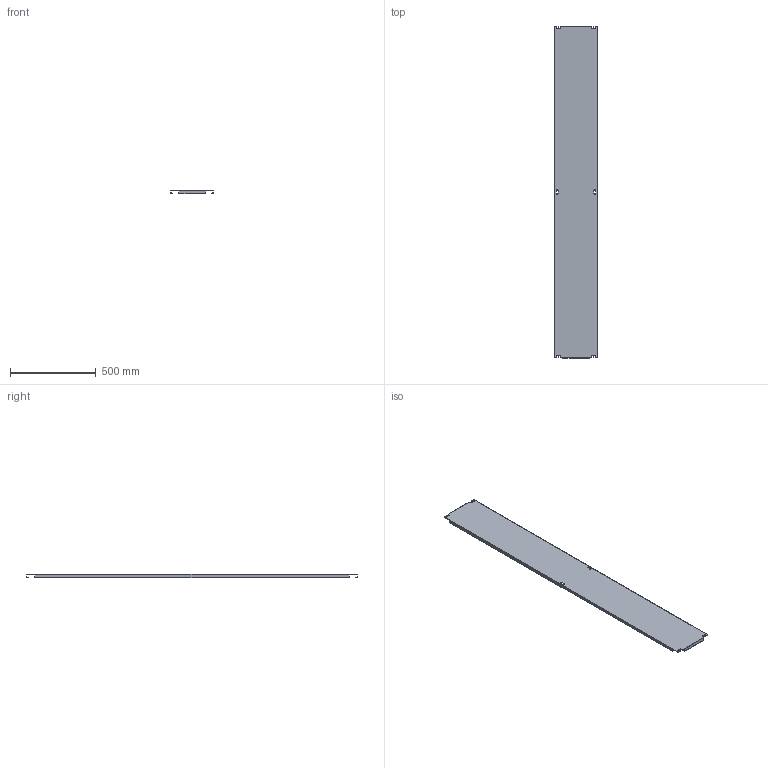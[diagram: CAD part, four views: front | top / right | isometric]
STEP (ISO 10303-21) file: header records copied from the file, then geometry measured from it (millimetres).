
FILE_DESCRIPTION((''),'2;1');
FILE_NAME('001337972_PM_G_2_13_ASM','2023-01-26T10:37:52',('klemen.sitar'),('Audax d.o.o.'),'CREO PARAMETRIC BY PTC INC, 2021304','CREO PARAMETRIC BY PTC INC, 2021304','');
FILE_SCHEMA(('AP242_MANAGED_MODEL_BASED_3D_ENGINEERING_MIM_LF { 1 0 10303 442 1 1 4 }'));
Length unit declared in the file: millimetre
Products named in the file (2): PRT0003_1_1_1_1_1_1; 001337972_PM_G_2_13_ASM
Assembly tree (1 placements, depth 2):
  001337972_PM_G_2_13_ASM
    PRT0003_1_1_1_1_1_1
Bounding box: 248 x 1940 x 18 mm (x, y, z)
Volume: 1444943.2 mm3; surface area: 1168223.4 mm2
Topology: 1 solids, 1 shells, 98 faces, 288 edges, 192 vertices
Faces by surface type: plane 86, cylinder 12
Entity records: 4718 total; most frequent: CARTESIAN_POINT 598, ORIENTED_EDGE 576, DIRECTION 540, PRESENTATION_STYLE_ASSIGNMENT 315, STYLED_ITEM 303, CURVE_STYLE 302, EDGE_CURVE 288, VECTOR 264
